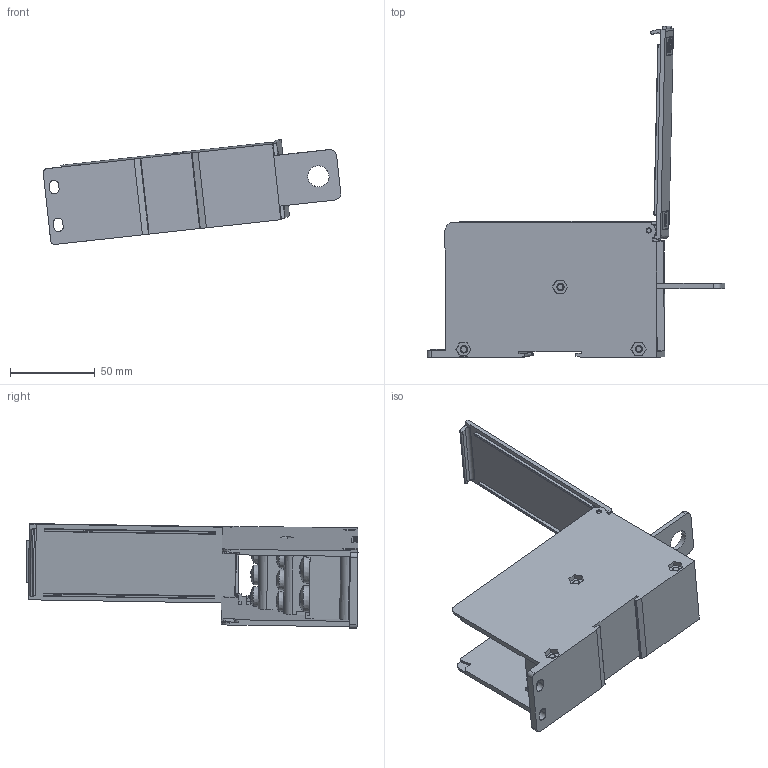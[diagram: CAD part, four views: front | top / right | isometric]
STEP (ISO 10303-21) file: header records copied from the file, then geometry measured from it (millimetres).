
FILE_DESCRIPTION(/* description */ (''),/* implementation_level */ '2;1');
FILE_NAME(/* name */ '',/* time_stamp */ '2025-11-12T16:42:31+09:00',/* author */ ('7890'),/* organization */ (''),/* preprocessor_version */ 'ST-DEVELOPER v20.1',/* originating_system */ 'Autodesk Inventor 2026',/* authorisation */ '');
FILE_SCHEMA (('AUTOMOTIVE_DESIGN { 1 0 10303 214 3 1 1 }'));
Length unit declared in the file: millimetre
Products named in the file (6): NPD-400-8P 조립품; NPD-400-8P 본체; DIN 7985 (H) - M4x40-H; DIN 7985 (H) - M6x10-H; DIN 7985 (H) - M8x12-H; NPD-400-8P 커버
Assembly tree (13 placements, depth 2):
  NPD-400-8P 조립품
    NPD-400-8P 본체
    DIN 7985 (H) - M4x40-H  x3
    DIN 7985 (H) - M6x10-H  x6
    DIN 7985 (H) - M8x12-H  x2
    NPD-400-8P 커버
Bounding box: 175.64 x 196.05 x 61.87 mm (x, y, z)
Volume: 263677 mm3; surface area: 77853.9 mm2
Topology: 13 solids, 13 shells, 1072 faces, 2840 edges, 1858 vertices
Faces by surface type: plane 581, cone 165, cylinder 157, bspline 119, sphere 35, torus 15
Full cylindrical faces by diameter (mm): 2.4 x2, 3 x2, 3.65 x3, 4 x3, 4.3 x3, 5.5 x6, 6 x6, 6.4 x6, 7.375 x2, 8 x2, 8.3 x2, 12.5 x1
Entity records: 24380 total; most frequent: CARTESIAN_POINT 5792, ORIENTED_EDGE 4016, DIRECTION 3459, EDGE_CURVE 2008, VERTEX_POINT 1306, LINE 1297, VECTOR 1297, AXIS2_PLACEMENT_3D 1081
